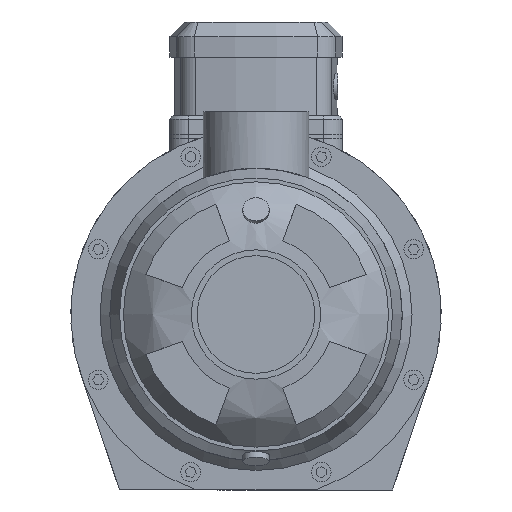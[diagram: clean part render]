
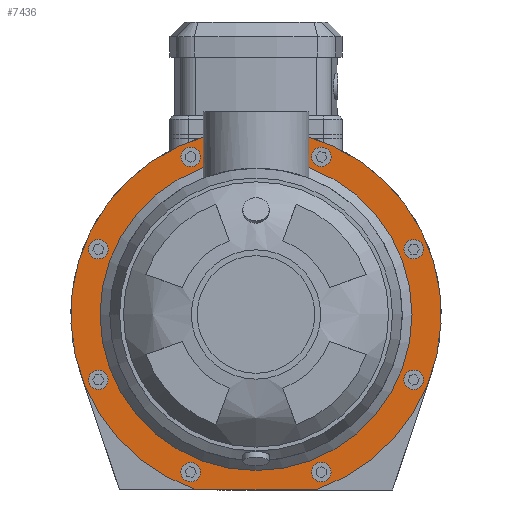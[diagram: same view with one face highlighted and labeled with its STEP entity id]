
A CAD part, left-side view. The second image highlights one B-rep face of the part: STEP entity #7436.
In plain terms, the highlighted planar face has unit normal (-1, 0, 0).
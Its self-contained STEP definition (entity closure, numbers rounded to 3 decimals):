
#173=FACE_BOUND('',#1256,.T.);
#174=FACE_BOUND('',#1257,.T.);
#175=FACE_BOUND('',#1258,.T.);
#176=FACE_BOUND('',#1259,.T.);
#177=FACE_BOUND('',#1260,.T.);
#178=FACE_BOUND('',#1261,.T.);
#179=FACE_BOUND('',#1262,.T.);
#180=FACE_BOUND('',#1263,.T.);
#181=FACE_BOUND('',#1264,.T.);
#207=CIRCLE('',#7841,5.);
#209=CIRCLE('',#7845,5.);
#211=CIRCLE('',#7849,5.);
#213=CIRCLE('',#7853,5.);
#215=CIRCLE('',#7857,5.);
#217=CIRCLE('',#7861,5.);
#219=CIRCLE('',#7865,5.);
#221=CIRCLE('',#7876,5.);
#254=CIRCLE('',#7942,80.);
#255=CIRCLE('',#7944,95.);
#780=FACE_OUTER_BOUND('',#1255,.T.);
#1255=EDGE_LOOP('',(#5219,#5220));
#1256=EDGE_LOOP('',(#5221));
#1257=EDGE_LOOP('',(#5222));
#1258=EDGE_LOOP('',(#5223));
#1259=EDGE_LOOP('',(#5224));
#1260=EDGE_LOOP('',(#5225));
#1261=EDGE_LOOP('',(#5226));
#1262=EDGE_LOOP('',(#5227));
#1263=EDGE_LOOP('',(#5228));
#1264=EDGE_LOOP('',(#5229));
#1776=LINE('',#11185,#2448);
#2448=VECTOR('',#8905,60.828);
#3061=VERTEX_POINT('',#11100);
#3063=VERTEX_POINT('',#11106);
#3065=VERTEX_POINT('',#11112);
#3067=VERTEX_POINT('',#11118);
#3069=VERTEX_POINT('',#11124);
#3071=VERTEX_POINT('',#11130);
#3073=VERTEX_POINT('',#11136);
#3087=VERTEX_POINT('',#11179);
#3088=VERTEX_POINT('',#11183);
#3089=VERTEX_POINT('',#11184);
#3131=VERTEX_POINT('',#11556);
#3837=EDGE_CURVE('',#3061,#3061,#207,.T.);
#3839=EDGE_CURVE('',#3063,#3063,#209,.T.);
#3841=EDGE_CURVE('',#3065,#3065,#211,.T.);
#3843=EDGE_CURVE('',#3067,#3067,#213,.T.);
#3845=EDGE_CURVE('',#3069,#3069,#215,.T.);
#3847=EDGE_CURVE('',#3071,#3071,#217,.T.);
#3849=EDGE_CURVE('',#3073,#3073,#219,.T.);
#3869=EDGE_CURVE('',#3087,#3087,#221,.T.);
#3870=EDGE_CURVE('',#3088,#3089,#1776,.T.);
#3927=EDGE_CURVE('',#3131,#3131,#254,.T.);
#3928=EDGE_CURVE('',#3088,#3089,#255,.T.);
#5219=ORIENTED_EDGE('',*,*,#3870,.T.);
#5220=ORIENTED_EDGE('',*,*,#3928,.F.);
#5221=ORIENTED_EDGE('',*,*,#3837,.T.);
#5222=ORIENTED_EDGE('',*,*,#3839,.T.);
#5223=ORIENTED_EDGE('',*,*,#3841,.T.);
#5224=ORIENTED_EDGE('',*,*,#3843,.T.);
#5225=ORIENTED_EDGE('',*,*,#3845,.T.);
#5226=ORIENTED_EDGE('',*,*,#3847,.T.);
#5227=ORIENTED_EDGE('',*,*,#3849,.T.);
#5228=ORIENTED_EDGE('',*,*,#3869,.T.);
#5229=ORIENTED_EDGE('',*,*,#3927,.T.);
#7112=PLANE('',#7943);
#7436=ADVANCED_FACE('',(#780,#173,#174,#175,#176,#177,#178,#179,#180,#181),
#7112,.T.);
#7841=AXIS2_PLACEMENT_3D('',#11101,#8811,#8812);
#7845=AXIS2_PLACEMENT_3D('',#11107,#8819,#8820);
#7849=AXIS2_PLACEMENT_3D('',#11113,#8827,#8828);
#7853=AXIS2_PLACEMENT_3D('',#11119,#8835,#8836);
#7857=AXIS2_PLACEMENT_3D('',#11125,#8843,#8844);
#7861=AXIS2_PLACEMENT_3D('',#11131,#8851,#8852);
#7865=AXIS2_PLACEMENT_3D('',#11137,#8859,#8860);
#7876=AXIS2_PLACEMENT_3D('',#11180,#8899,#8900);
#7942=AXIS2_PLACEMENT_3D('',#11557,#9051,#9052);
#7943=AXIS2_PLACEMENT_3D('',#11558,#9053,#9054);
#7944=AXIS2_PLACEMENT_3D('',#11559,#9055,#9056);
#8811=DIRECTION('center_axis',(1.,0.,0.));
#8812=DIRECTION('ref_axis',(0.,-0.707,-0.707));
#8819=DIRECTION('center_axis',(1.,0.,0.));
#8820=DIRECTION('ref_axis',(0.,-1.,0.));
#8827=DIRECTION('center_axis',(1.,0.,0.));
#8828=DIRECTION('ref_axis',(0.,-0.707,0.707));
#8835=DIRECTION('center_axis',(1.,0.,0.));
#8836=DIRECTION('ref_axis',(0.,0.,1.));
#8843=DIRECTION('center_axis',(1.,0.,0.));
#8844=DIRECTION('ref_axis',(0.,0.707,0.707));
#8851=DIRECTION('center_axis',(1.,0.,0.));
#8852=DIRECTION('ref_axis',(0.,1.,0.));
#8859=DIRECTION('center_axis',(1.,0.,0.));
#8860=DIRECTION('ref_axis',(0.,0.707,-0.707));
#8899=DIRECTION('center_axis',(1.,0.,0.));
#8900=DIRECTION('ref_axis',(0.,0.,-1.));
#8905=DIRECTION('',(0.,-1.,0.));
#9051=DIRECTION('center_axis',(1.,0.,0.));
#9052=DIRECTION('ref_axis',(0.,1.,0.));
#9053=DIRECTION('center_axis',(-1.,0.,0.));
#9054=DIRECTION('ref_axis',(0.,0.,1.));
#9055=DIRECTION('center_axis',(1.,0.,0.));
#9056=DIRECTION('ref_axis',(0.,1.,0.));
#11100=CARTESIAN_POINT('',(42.,84.375,127.02));
#11101=CARTESIAN_POINT('Origin',(42.,80.839,123.485));
#11106=CARTESIAN_POINT('',(42.,85.839,56.515));
#11107=CARTESIAN_POINT('Origin',(42.,80.839,56.515));
#11112=CARTESIAN_POINT('',(42.,37.02,5.625));
#11113=CARTESIAN_POINT('Origin',(42.,33.485,9.161));
#11118=CARTESIAN_POINT('',(42.,-33.485,4.161));
#11119=CARTESIAN_POINT('Origin',(42.,-33.485,9.161));
#11124=CARTESIAN_POINT('',(42.,-84.375,52.98));
#11125=CARTESIAN_POINT('Origin',(42.,-80.839,56.515));
#11130=CARTESIAN_POINT('',(42.,-85.839,123.485));
#11131=CARTESIAN_POINT('Origin',(42.,-80.839,123.485));
#11136=CARTESIAN_POINT('',(42.,-37.02,174.375));
#11137=CARTESIAN_POINT('Origin',(42.,-33.485,170.839));
#11179=CARTESIAN_POINT('',(42.,33.485,175.839));
#11180=CARTESIAN_POINT('Origin',(42.,33.485,170.839));
#11183=CARTESIAN_POINT('',(42.,30.414,0.));
#11184=CARTESIAN_POINT('',(42.,-30.414,0.));
#11185=CARTESIAN_POINT('',(42.,58.957,0.));
#11556=CARTESIAN_POINT('',(42.,80.,90.));
#11557=CARTESIAN_POINT('Origin',(42.,0.,90.));
#11558=CARTESIAN_POINT('Origin',(42.,87.5,90.));
#11559=CARTESIAN_POINT('Origin',(42.,0.,90.));
